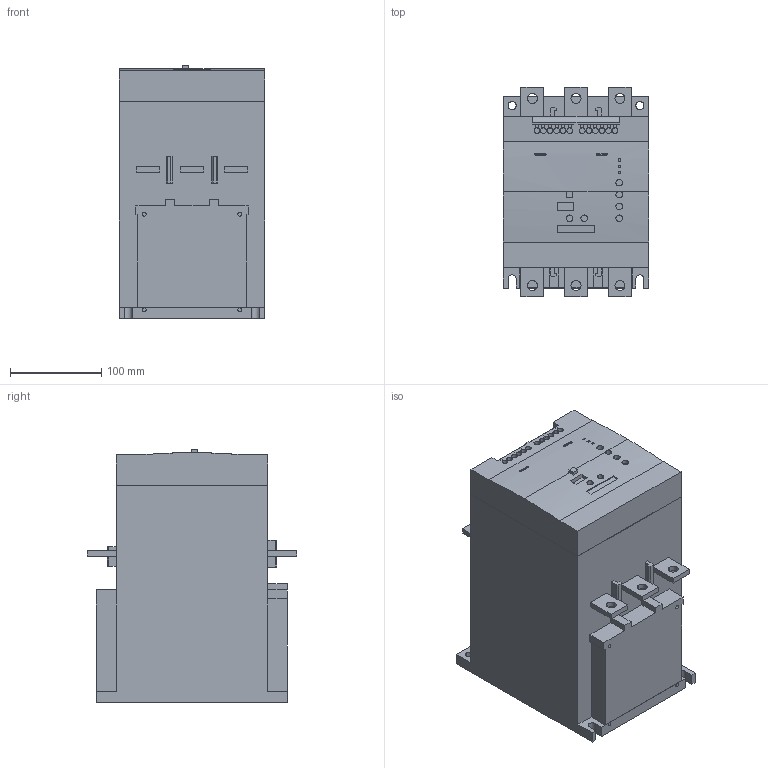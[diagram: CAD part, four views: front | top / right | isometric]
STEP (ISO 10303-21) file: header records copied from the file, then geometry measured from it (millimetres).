
FILE_DESCRIPTION (( 'STEP AP214' ), '1' );
FILE_NAME ('3RW4073-4076_6_Bearb2.STEP', '2006-12-04T12:29:08', ( 'Günter Reindl' ), ( 'Siemens and Partners' ), 'SwSTEP 2.0', 'SolidWorks 2007', '' );
FILE_SCHEMA (( 'AUTOMOTIVE_DESIGN' ));
Length unit declared in the file: millimetre
Products named in the file (1): 3RW4073-4076_6_Bearb2
Bounding box: 160 x 230 x 277.95 mm (x, y, z)
Volume: 7899603.9 mm3; surface area: 278020.7 mm2
Topology: 1 solids, 3 shells, 529 faces, 1342 edges, 894 vertices
Faces by surface type: plane 409, bspline 64, cylinder 56
Entity records: 24327 total; most frequent: CARTESIAN_POINT 6452, ORIENTED_EDGE 2684, DIRECTION 2270, EDGE_CURVE 1342, VECTOR 1030, LINE 1030, VERTEX_POINT 894, EDGE_LOOP 620
